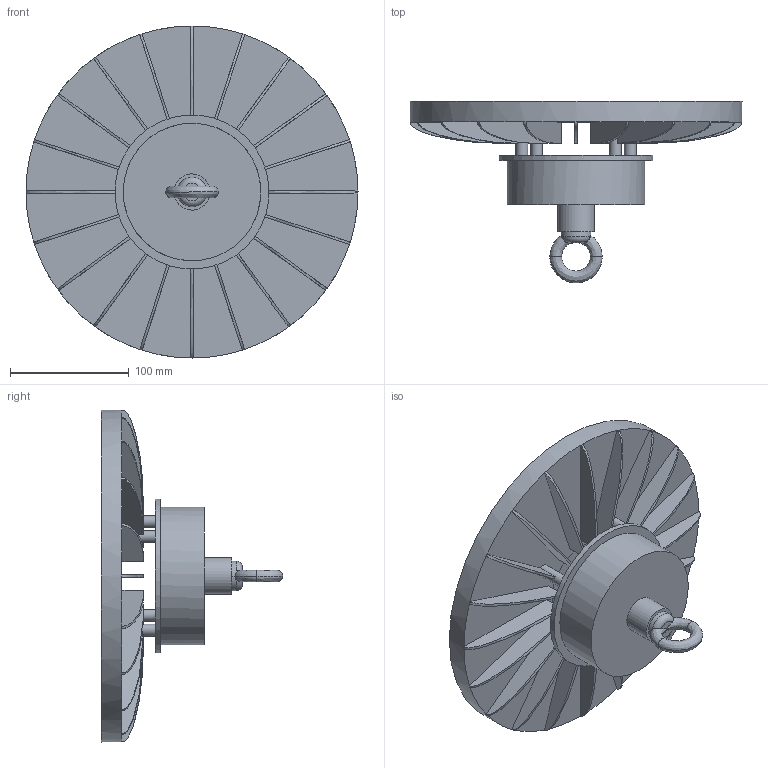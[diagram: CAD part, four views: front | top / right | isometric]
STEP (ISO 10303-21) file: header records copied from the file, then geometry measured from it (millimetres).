
FILE_DESCRIPTION (( 'STEP AP214' ), '1' );
FILE_NAME ('HB_G4_87W_70D.STEP', '2023-05-29T08:57:22', ( '' ), ( '' ), 'SwSTEP 2.0', 'SolidWorks 2020', '' );
FILE_SCHEMA (( 'AUTOMOTIVE_DESIGN' ));
Length unit declared in the file: millimetre
Products named in the file (1): HB_G4_87W_70D
Bounding box: 280 x 153.13 x 280 mm (x, y, z)
Volume: 1126408.3 mm3; surface area: 356875.4 mm2
Topology: 5 solids, 5 shells, 137 faces, 368 edges, 244 vertices
Faces by surface type: plane 83, cylinder 25, bspline 24, torus 4, cone 1
Full cylindrical faces by diameter (mm): 10 x4, 30.5 x1, 68.904 x1, 70 x1, 100.154 x1, 116 x1, 130 x1, 216.4 x1, 244.825 x1, 246.4 x1, 280 x1
Entity records: 13920 total; most frequent: CARTESIAN_POINT 9190, ORIENTED_EDGE 690, DIRECTION 578, EDGE_CURVE 345, VERTEX_POINT 236, AXIS2_PLACEMENT_3D 203, LINE 172, VECTOR 172
